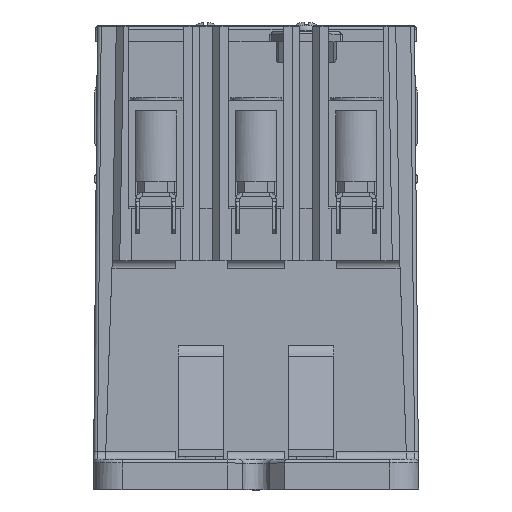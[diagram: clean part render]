
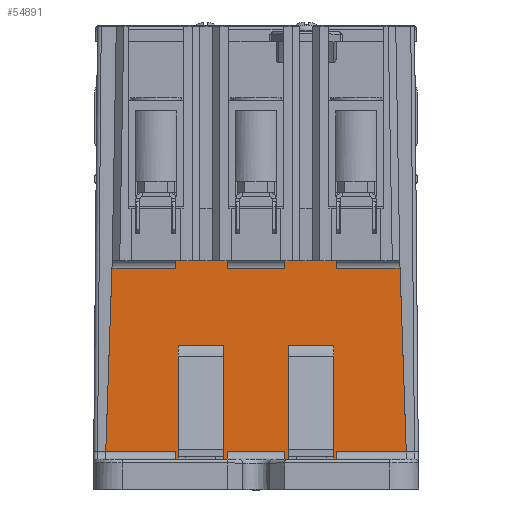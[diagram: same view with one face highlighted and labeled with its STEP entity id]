
A CAD part, top view. The second image highlights one B-rep face of the part: STEP entity #54891.
In plain terms, the highlighted planar face has unit normal (0, 0, 1).
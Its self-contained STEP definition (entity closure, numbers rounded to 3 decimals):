
#3330=LINE($,#74195,#8930);
#3340=LINE($,#74218,#8940);
#3344=LINE($,#74226,#8944);
#3352=LINE($,#74242,#8952);
#3368=LINE($,#74279,#8968);
#3380=LINE($,#74311,#8980);
#3383=LINE($,#74318,#8983);
#3384=LINE($,#74320,#8984);
#3385=LINE($,#74322,#8985);
#3386=LINE($,#74324,#8986);
#3387=LINE($,#74326,#8987);
#3388=LINE($,#74328,#8988);
#3389=LINE($,#74330,#8989);
#3390=LINE($,#74332,#8990);
#3391=LINE($,#74334,#8991);
#3392=LINE($,#74336,#8992);
#3393=LINE($,#74338,#8993);
#3394=LINE($,#74340,#8994);
#3395=LINE($,#74342,#8995);
#3396=LINE($,#74343,#8996);
#3397=LINE($,#74345,#8997);
#3398=LINE($,#74347,#8998);
#3399=LINE($,#74348,#8999);
#3400=LINE($,#74350,#9000);
#3401=LINE($,#74352,#9001);
#3402=LINE($,#74353,#9002);
#3403=LINE($,#74355,#9003);
#3404=LINE($,#74356,#9004);
#8930=VECTOR($,#61880,1.5);
#8940=VECTOR($,#61894,0.75);
#8944=VECTOR($,#61898,0.75);
#8952=VECTOR($,#61906,0.5);
#8968=VECTOR($,#61928,0.5);
#8980=VECTOR($,#61952,22.714);
#8983=VECTOR($,#61959,14.029);
#8984=VECTOR($,#61960,36.721);
#8985=VECTOR($,#61961,12.791);
#8986=VECTOR($,#61962,1.5);
#8987=VECTOR($,#61963,10.25);
#8988=VECTOR($,#61964,1.5);
#8989=VECTOR($,#61965,11.5);
#8990=VECTOR($,#61966,1.5);
#8991=VECTOR($,#61967,10.25);
#8992=VECTOR($,#61968,1.5);
#8993=VECTOR($,#61969,12.791);
#8994=VECTOR($,#61970,36.721);
#8995=VECTOR($,#61971,14.029);
#8996=VECTOR($,#61972,1.5);
#8997=VECTOR($,#61973,22.714);
#8998=VECTOR($,#61974,9.);
#8999=VECTOR($,#61975,22.714);
#9000=VECTOR($,#61976,1.5);
#9001=VECTOR($,#61977,11.5);
#9002=VECTOR($,#61978,1.5);
#9003=VECTOR($,#61979,9.);
#9004=VECTOR($,#61980,22.714);
#14421=FACE_OUTER_BOUND($,#17321,.T.);
#17321=EDGE_LOOP($,(#35177,#35178,#35179,#35180,#35181,#35182,#35183,#35184,
#35185,#35186,#35187,#35188,#35189,#35190,#35191,#35192,#35193,#35194,#35195,
#35196,#35197,#35198,#35199,#35200,#35201,#35202,#35203,#35204));
#21694=VERTEX_POINT($,#74190);
#21696=VERTEX_POINT($,#74193);
#21706=VERTEX_POINT($,#74215);
#21707=VERTEX_POINT($,#74217);
#21710=VERTEX_POINT($,#74223);
#21711=VERTEX_POINT($,#74225);
#21718=VERTEX_POINT($,#74239);
#21719=VERTEX_POINT($,#74241);
#21737=VERTEX_POINT($,#74278);
#21751=VERTEX_POINT($,#74309);
#21753=VERTEX_POINT($,#74317);
#21754=VERTEX_POINT($,#74319);
#21755=VERTEX_POINT($,#74321);
#21756=VERTEX_POINT($,#74323);
#21757=VERTEX_POINT($,#74325);
#21758=VERTEX_POINT($,#74327);
#21759=VERTEX_POINT($,#74329);
#21760=VERTEX_POINT($,#74331);
#21761=VERTEX_POINT($,#74333);
#21762=VERTEX_POINT($,#74335);
#21763=VERTEX_POINT($,#74337);
#21764=VERTEX_POINT($,#74339);
#21765=VERTEX_POINT($,#74341);
#21766=VERTEX_POINT($,#74344);
#21767=VERTEX_POINT($,#74346);
#21768=VERTEX_POINT($,#74349);
#21769=VERTEX_POINT($,#74351);
#21770=VERTEX_POINT($,#74354);
#27002=EDGE_CURVE($,#21696,#21694,#3330,.T.);
#27012=EDGE_CURVE($,#21707,#21706,#3340,.T.);
#27016=EDGE_CURVE($,#21711,#21710,#3344,.T.);
#27024=EDGE_CURVE($,#21719,#21718,#3352,.T.);
#27043=EDGE_CURVE($,#21737,#21694,#3368,.T.);
#27060=EDGE_CURVE($,#21751,#21706,#3380,.T.);
#27063=EDGE_CURVE($,#21753,#21696,#3383,.T.);
#27064=EDGE_CURVE($,#21753,#21754,#3384,.T.);
#27065=EDGE_CURVE($,#21755,#21754,#3385,.T.);
#27066=EDGE_CURVE($,#21756,#21755,#3386,.T.);
#27067=EDGE_CURVE($,#21757,#21756,#3387,.T.);
#27068=EDGE_CURVE($,#21758,#21757,#3388,.T.);
#27069=EDGE_CURVE($,#21759,#21758,#3389,.T.);
#27070=EDGE_CURVE($,#21760,#21759,#3390,.T.);
#27071=EDGE_CURVE($,#21761,#21760,#3391,.T.);
#27072=EDGE_CURVE($,#21762,#21761,#3392,.T.);
#27073=EDGE_CURVE($,#21763,#21762,#3393,.T.);
#27074=EDGE_CURVE($,#21763,#21764,#3394,.T.);
#27075=EDGE_CURVE($,#21765,#21764,#3395,.T.);
#27076=EDGE_CURVE($,#21719,#21765,#3396,.T.);
#27077=EDGE_CURVE($,#21766,#21718,#3397,.T.);
#27078=EDGE_CURVE($,#21767,#21766,#3398,.T.);
#27079=EDGE_CURVE($,#21711,#21767,#3399,.T.);
#27080=EDGE_CURVE($,#21768,#21710,#3400,.T.);
#27081=EDGE_CURVE($,#21769,#21768,#3401,.T.);
#27082=EDGE_CURVE($,#21707,#21769,#3402,.T.);
#27083=EDGE_CURVE($,#21770,#21751,#3403,.T.);
#27084=EDGE_CURVE($,#21737,#21770,#3404,.T.);
#35177=ORIENTED_EDGE($,*,*,#27043,.T.);
#35178=ORIENTED_EDGE($,*,*,#27002,.F.);
#35179=ORIENTED_EDGE($,*,*,#27063,.F.);
#35180=ORIENTED_EDGE($,*,*,#27064,.T.);
#35181=ORIENTED_EDGE($,*,*,#27065,.F.);
#35182=ORIENTED_EDGE($,*,*,#27066,.F.);
#35183=ORIENTED_EDGE($,*,*,#27067,.F.);
#35184=ORIENTED_EDGE($,*,*,#27068,.F.);
#35185=ORIENTED_EDGE($,*,*,#27069,.F.);
#35186=ORIENTED_EDGE($,*,*,#27070,.F.);
#35187=ORIENTED_EDGE($,*,*,#27071,.F.);
#35188=ORIENTED_EDGE($,*,*,#27072,.F.);
#35189=ORIENTED_EDGE($,*,*,#27073,.F.);
#35190=ORIENTED_EDGE($,*,*,#27074,.T.);
#35191=ORIENTED_EDGE($,*,*,#27075,.F.);
#35192=ORIENTED_EDGE($,*,*,#27076,.F.);
#35193=ORIENTED_EDGE($,*,*,#27024,.T.);
#35194=ORIENTED_EDGE($,*,*,#27077,.F.);
#35195=ORIENTED_EDGE($,*,*,#27078,.F.);
#35196=ORIENTED_EDGE($,*,*,#27079,.F.);
#35197=ORIENTED_EDGE($,*,*,#27016,.T.);
#35198=ORIENTED_EDGE($,*,*,#27080,.F.);
#35199=ORIENTED_EDGE($,*,*,#27081,.F.);
#35200=ORIENTED_EDGE($,*,*,#27082,.F.);
#35201=ORIENTED_EDGE($,*,*,#27012,.T.);
#35202=ORIENTED_EDGE($,*,*,#27060,.F.);
#35203=ORIENTED_EDGE($,*,*,#27083,.F.);
#35204=ORIENTED_EDGE($,*,*,#27084,.F.);
#50074=PLANE($,#58038);
#54891=ADVANCED_FACE($,(#14421),#50074,.F.);
#58038=AXIS2_PLACEMENT_3D($,#74316,#61957,#61958);
#61880=DIRECTION($,(0.,-1.,0.));
#61894=DIRECTION($,(1.,0.,0.));
#61898=DIRECTION($,(1.,0.,0.));
#61906=DIRECTION($,(1.,0.,0.));
#61928=DIRECTION($,(1.,0.,0.));
#61952=DIRECTION($,(0.,-1.,0.));
#61957=DIRECTION('center_axis',(0.,0.,-1.));
#61958=DIRECTION('ref_axis',(0.,1.,0.));
#61959=DIRECTION($,(-1.,0.,0.));
#61960=DIRECTION($,(-0.034,0.999,0.));
#61961=DIRECTION($,(1.,0.,0.));
#61962=DIRECTION($,(0.,-1.,0.));
#61963=DIRECTION($,(1.,0.,0.));
#61964=DIRECTION($,(0.,1.,0.));
#61965=DIRECTION($,(1.,0.,0.));
#61966=DIRECTION($,(0.,-1.,0.));
#61967=DIRECTION($,(1.,0.,0.));
#61968=DIRECTION($,(0.,1.,0.));
#61969=DIRECTION($,(1.,0.,0.));
#61970=DIRECTION($,(-0.034,-0.999,0.));
#61971=DIRECTION($,(-1.,0.,0.));
#61972=DIRECTION($,(0.,1.,0.));
#61973=DIRECTION($,(0.,-1.,0.));
#61974=DIRECTION($,(-1.,0.,0.));
#61975=DIRECTION($,(0.,1.,0.));
#61976=DIRECTION($,(0.,-1.,0.));
#61977=DIRECTION($,(-1.,0.,0.));
#61978=DIRECTION($,(0.,1.,0.));
#61979=DIRECTION($,(-1.,0.,0.));
#61980=DIRECTION($,(0.,1.,0.));
#74190=CARTESIAN_POINT('',(16.,5.99,34.));
#74193=CARTESIAN_POINT('',(16.,7.49,34.));
#74195=CARTESIAN_POINT($,(16.,0.,34.));
#74215=CARTESIAN_POINT('',(6.5,5.99,34.));
#74217=CARTESIAN_POINT('',(5.75,5.99,34.));
#74218=CARTESIAN_POINT($,(5.331,5.99,34.));
#74223=CARTESIAN_POINT('',(-5.75,5.99,34.));
#74225=CARTESIAN_POINT('',(-6.5,5.99,34.));
#74226=CARTESIAN_POINT($,(-5.324,5.99,34.));
#74239=CARTESIAN_POINT('',(-15.5,5.99,34.));
#74241=CARTESIAN_POINT('',(-16.,5.99,34.));
#74242=CARTESIAN_POINT($,(-5.324,5.99,34.));
#74278=CARTESIAN_POINT('',(15.5,5.99,34.));
#74279=CARTESIAN_POINT($,(5.331,5.99,34.));
#74309=CARTESIAN_POINT('',(6.5,28.704,34.));
#74311=CARTESIAN_POINT($,(6.5,0.,34.));
#74316=CARTESIAN_POINT('Origin',(0.,25.57,
34.));
#74317=CARTESIAN_POINT('',(30.029,7.49,34.));
#74318=CARTESIAN_POINT($,(0.,7.49,34.));
#74319=CARTESIAN_POINT('',(28.791,44.19,34.));
#74320=CARTESIAN_POINT($,(30.08,5.99,34.));
#74321=CARTESIAN_POINT('',(16.,44.19,34.));
#74322=CARTESIAN_POINT($,(14.37,44.19,34.));
#74323=CARTESIAN_POINT('',(16.,45.69,34.));
#74324=CARTESIAN_POINT($,(16.,0.,34.));
#74325=CARTESIAN_POINT('',(5.75,45.69,34.));
#74326=CARTESIAN_POINT($,(-29.96,45.69,34.));
#74327=CARTESIAN_POINT('',(5.75,44.19,34.));
#74328=CARTESIAN_POINT($,(5.75,0.,34.));
#74329=CARTESIAN_POINT('',(-5.75,44.19,34.));
#74330=CARTESIAN_POINT($,(14.37,44.19,34.));
#74331=CARTESIAN_POINT('',(-5.75,45.69,34.));
#74332=CARTESIAN_POINT($,(-5.75,0.,34.));
#74333=CARTESIAN_POINT('',(-16.,45.69,34.));
#74334=CARTESIAN_POINT($,(-0.61,45.69,34.));
#74335=CARTESIAN_POINT('',(-16.,44.19,34.));
#74336=CARTESIAN_POINT($,(-16.,0.,34.));
#74337=CARTESIAN_POINT('',(-28.791,44.19,34.));
#74338=CARTESIAN_POINT($,(14.37,44.19,34.));
#74339=CARTESIAN_POINT('',(-30.029,7.49,34.));
#74340=CARTESIAN_POINT($,(-28.74,45.69,34.));
#74341=CARTESIAN_POINT('',(-16.,7.49,34.));
#74342=CARTESIAN_POINT($,(0.,7.49,34.));
#74343=CARTESIAN_POINT($,(-16.,0.,34.));
#74344=CARTESIAN_POINT('',(-15.5,28.704,34.));
#74345=CARTESIAN_POINT($,(-15.5,0.,34.));
#74346=CARTESIAN_POINT('',(-6.5,28.704,34.));
#74347=CARTESIAN_POINT($,(3.875,28.704,34.));
#74348=CARTESIAN_POINT($,(-6.5,17.992,34.));
#74349=CARTESIAN_POINT('',(-5.75,7.49,34.));
#74350=CARTESIAN_POINT($,(-5.75,0.,34.));
#74351=CARTESIAN_POINT('',(5.75,7.49,34.));
#74352=CARTESIAN_POINT($,(0.,7.49,34.));
#74353=CARTESIAN_POINT($,(5.75,0.,34.));
#74354=CARTESIAN_POINT('',(15.5,28.704,34.));
#74355=CARTESIAN_POINT($,(3.875,28.704,34.));
#74356=CARTESIAN_POINT($,(15.5,0.,34.));
